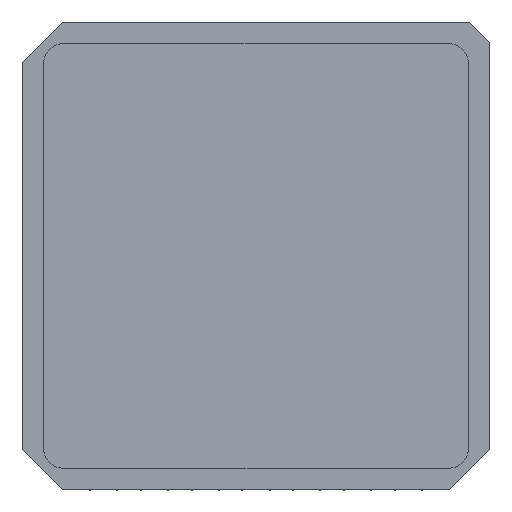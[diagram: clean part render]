
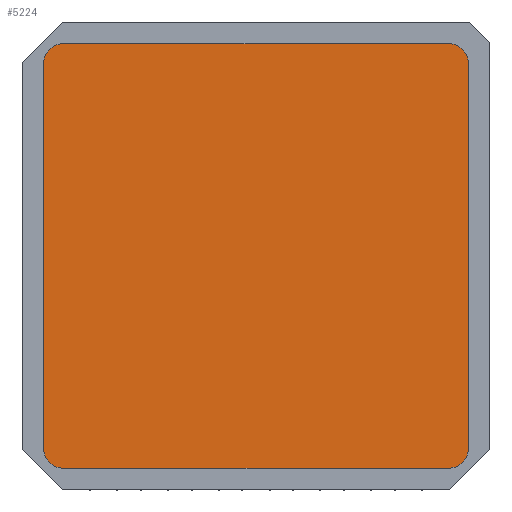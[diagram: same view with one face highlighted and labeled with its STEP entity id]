
A CAD part, top view. The second image highlights one B-rep face of the part: STEP entity #5224.
In plain terms, the highlighted planar face has unit normal (0, 0, 1).
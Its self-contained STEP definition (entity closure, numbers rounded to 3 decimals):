
#138 = VERTEX_POINT ( 'NONE', #6778 ) ;
#297 = CARTESIAN_POINT ( 'NONE',  ( 1.04, 11.14, 2.1 ) ) ;
#737 = EDGE_CURVE ( 'NONE', #12824, #138, #14321, .T. ) ;
#825 = EDGE_CURVE ( 'NONE', #1801, #6423, #2743, .T. ) ;
#1048 = AXIS2_PLACEMENT_3D ( 'NONE', #4820, #3565, #14407 ) ;
#1085 = CARTESIAN_POINT ( 'NONE',  ( 1.04, 0.54, 2.1 ) ) ;
#1133 = CARTESIAN_POINT ( 'NONE',  ( 0.54, 10.64, 2.1 ) ) ;
#1149 = LINE ( 'NONE', #7399, #19649 ) ;
#1801 = VERTEX_POINT ( 'NONE', #7592 ) ;
#2121 = VERTEX_POINT ( 'NONE', #19245 ) ;
#2502 = DIRECTION ( 'NONE',  ( -1., 0., 0. ) ) ;
#2725 = CARTESIAN_POINT ( 'NONE',  ( 11.14, 10.64, 2.1 ) ) ;
#2743 = CIRCLE ( 'NONE', #15801, 0.5 ) ;
#2786 = AXIS2_PLACEMENT_3D ( 'NONE', #15299, #13487, #17360 ) ;
#3565 = DIRECTION ( 'NONE',  ( 0., 0., -1. ) ) ;
#4040 = CARTESIAN_POINT ( 'NONE',  ( 1.04, 11.14, 2.1 ) ) ;
#4082 = ORIENTED_EDGE ( 'NONE', *, *, #17788, .F. ) ;
#4792 = AXIS2_PLACEMENT_3D ( 'NONE', #10736, #4818, #16941 ) ;
#4818 = DIRECTION ( 'NONE',  ( 0., 0., -1. ) ) ;
#4820 = CARTESIAN_POINT ( 'NONE',  ( 1.04, 1.04, 2.1 ) ) ;
#4860 = EDGE_CURVE ( 'NONE', #19103, #2121, #15228, .T. ) ;
#4981 = CIRCLE ( 'NONE', #14687, 0.5 ) ;
#5224 = ADVANCED_FACE ( 'NONE', ( #12273 ), #12176, .F. ) ;
#5425 = ORIENTED_EDGE ( 'NONE', *, *, #14648, .F. ) ;
#5861 = DIRECTION ( 'NONE',  ( 0., 1., 0. ) ) ;
#6010 = DIRECTION ( 'NONE',  ( 0., 0., -1. ) ) ;
#6393 = ORIENTED_EDGE ( 'NONE', *, *, #14527, .F. ) ;
#6423 = VERTEX_POINT ( 'NONE', #19594 ) ;
#6559 = AXIS2_PLACEMENT_3D ( 'NONE', #7627, #6010, #9162 ) ;
#6719 = VECTOR ( 'NONE', #2502, 1000. ) ;
#6778 = CARTESIAN_POINT ( 'NONE',  ( 10.64, 11.14, 2.1 ) ) ;
#7326 = EDGE_CURVE ( 'NONE', #138, #19529, #9825, .T. ) ;
#7399 = CARTESIAN_POINT ( 'NONE',  ( 11.14, 10.64, 2.1 ) ) ;
#7592 = CARTESIAN_POINT ( 'NONE',  ( 1.04, 0.54, 2.1 ) ) ;
#7616 = CARTESIAN_POINT ( 'NONE',  ( 1.04, 10.64, 2.1 ) ) ;
#7627 = CARTESIAN_POINT ( 'NONE',  ( 10.64, 10.64, 2.1 ) ) ;
#7629 = ORIENTED_EDGE ( 'NONE', *, *, #13455, .F. ) ;
#7818 = CARTESIAN_POINT ( 'NONE',  ( 0.54, 1.04, 2.1 ) ) ;
#9162 = DIRECTION ( 'NONE',  ( -1., 0., 0. ) ) ;
#9825 = CIRCLE ( 'NONE', #6559, 0.5 ) ;
#10092 = LINE ( 'NONE', #1085, #6719 ) ;
#10621 = ORIENTED_EDGE ( 'NONE', *, *, #825, .F. ) ;
#10736 = CARTESIAN_POINT ( 'NONE',  ( 10.64, 1.04, 2.1 ) ) ;
#10875 = VERTEX_POINT ( 'NONE', #12104 ) ;
#10950 = ORIENTED_EDGE ( 'NONE', *, *, #737, .F. ) ;
#11198 = VECTOR ( 'NONE', #5861, 1000. ) ;
#11519 = CIRCLE ( 'NONE', #1048, 0.5 ) ;
#11615 = ORIENTED_EDGE ( 'NONE', *, *, #4860, .F. ) ;
#12104 = CARTESIAN_POINT ( 'NONE',  ( 10.64, 0.54, 2.1 ) ) ;
#12118 = DIRECTION ( 'NONE',  ( 0., 0., -1. ) ) ;
#12176 = PLANE ( 'NONE',  #2786 ) ;
#12222 = EDGE_LOOP ( 'NONE', ( #10621, #5425, #6393, #19564, #20249, #10950, #4082, #11615, #7629 ) ) ;
#12273 = FACE_OUTER_BOUND ( 'NONE', #12222, .T. ) ;
#12793 = DIRECTION ( 'NONE',  ( 1., 0., 0. ) ) ;
#12824 = VERTEX_POINT ( 'NONE', #4040 ) ;
#13455 = EDGE_CURVE ( 'NONE', #6423, #19103, #11519, .T. ) ;
#13487 = DIRECTION ( 'NONE',  ( 0., 0., -1. ) ) ;
#13631 = DIRECTION ( 'NONE',  ( 0., -1., 0. ) ) ;
#13855 = VECTOR ( 'NONE', #12793, 1000. ) ;
#14022 = CARTESIAN_POINT ( 'NONE',  ( 11.14, 1.04, 2.1 ) ) ;
#14321 = LINE ( 'NONE', #297, #13855 ) ;
#14407 = DIRECTION ( 'NONE',  ( -1., 0., 0. ) ) ;
#14527 = EDGE_CURVE ( 'NONE', #15420, #10875, #19469, .T. ) ;
#14648 = EDGE_CURVE ( 'NONE', #10875, #1801, #10092, .T. ) ;
#14687 = AXIS2_PLACEMENT_3D ( 'NONE', #7616, #12118, #19684 ) ;
#14862 = DIRECTION ( 'NONE',  ( -1., 0., 0. ) ) ;
#15228 = LINE ( 'NONE', #1133, #11198 ) ;
#15299 = CARTESIAN_POINT ( 'NONE',  ( 1.04, 10.64, 2.1 ) ) ;
#15420 = VERTEX_POINT ( 'NONE', #14022 ) ;
#15801 = AXIS2_PLACEMENT_3D ( 'NONE', #18166, #19783, #14862 ) ;
#16941 = DIRECTION ( 'NONE',  ( -1., 0., 0. ) ) ;
#17360 = DIRECTION ( 'NONE',  ( -1., 0., 0. ) ) ;
#17788 = EDGE_CURVE ( 'NONE', #2121, #12824, #4981, .T. ) ;
#18166 = CARTESIAN_POINT ( 'NONE',  ( 1.04, 1.04, 2.1 ) ) ;
#18323 = EDGE_CURVE ( 'NONE', #19529, #15420, #1149, .T. ) ;
#19103 = VERTEX_POINT ( 'NONE', #7818 ) ;
#19245 = CARTESIAN_POINT ( 'NONE',  ( 0.54, 10.64, 2.1 ) ) ;
#19469 = CIRCLE ( 'NONE', #4792, 0.5 ) ;
#19529 = VERTEX_POINT ( 'NONE', #2725 ) ;
#19564 = ORIENTED_EDGE ( 'NONE', *, *, #18323, .F. ) ;
#19594 = CARTESIAN_POINT ( 'NONE',  ( 0.54, 1.04, 2.1 ) ) ;
#19649 = VECTOR ( 'NONE', #13631, 1000. ) ;
#19684 = DIRECTION ( 'NONE',  ( -1., 0., 0. ) ) ;
#19783 = DIRECTION ( 'NONE',  ( 0., 0., -1. ) ) ;
#20249 = ORIENTED_EDGE ( 'NONE', *, *, #7326, .F. ) ;
